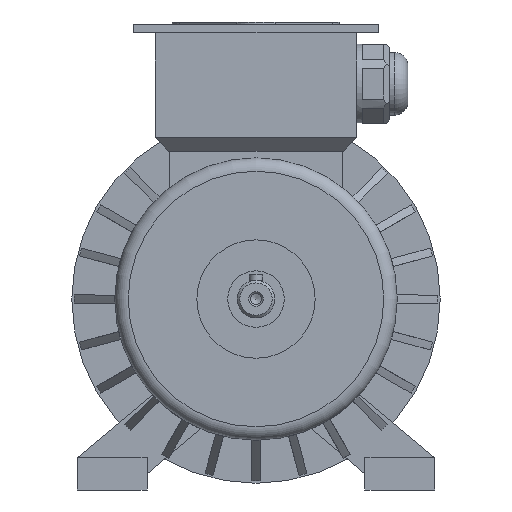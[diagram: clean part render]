
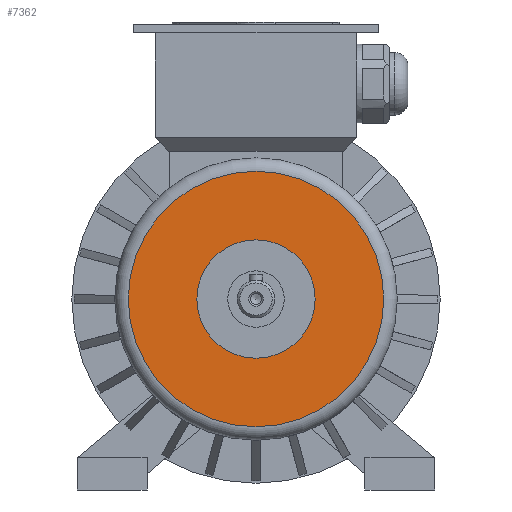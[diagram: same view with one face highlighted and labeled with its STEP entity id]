
A CAD part, front view. The second image highlights one B-rep face of the part: STEP entity #7362.
In plain terms, the highlighted planar face has unit normal (0, -1, 0).
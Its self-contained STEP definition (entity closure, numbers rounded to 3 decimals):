
#318=CIRCLE('',#7820,47.5);
#319=CIRCLE('',#7821,22.);
#1158=ORIENTED_EDGE('',*,*,#2549,.T.);
#1159=ORIENTED_EDGE('',*,*,#2550,.T.);
#2549=EDGE_CURVE('',#3175,#3175,#318,.F.);
#2550=EDGE_CURVE('',#3176,#3176,#319,.T.);
#3175=VERTEX_POINT('',#10918);
#3176=VERTEX_POINT('',#10920);
#4426=EDGE_LOOP('',(#1158));
#4427=EDGE_LOOP('',(#1159));
#4765=FACE_BOUND('',#4426,.T.);
#4766=FACE_BOUND('',#4427,.T.);
#5068=PLANE('',#7819);
#7362=ADVANCED_FACE('',(#4765,#4766),#5068,.F.);
#7819=AXIS2_PLACEMENT_3D('',#10916,#9021,#9022);
#7820=AXIS2_PLACEMENT_3D('',#10917,#9023,#9024);
#7821=AXIS2_PLACEMENT_3D('',#10919,#9025,#9026);
#9021=DIRECTION('',(0.,1.,0.));
#9022=DIRECTION('',(0.,0.,1.));
#9023=DIRECTION('',(0.,1.,0.));
#9024=DIRECTION('',(0.,0.,1.));
#9025=DIRECTION('',(0.,1.,0.));
#9026=DIRECTION('',(1.,0.,0.));
#10916=CARTESIAN_POINT('',(0.,-15.,0.));
#10917=CARTESIAN_POINT('',(0.,-15.,0.));
#10918=CARTESIAN_POINT('',(0.,-15.,47.5));
#10919=CARTESIAN_POINT('',(0.,-15.,0.));
#10920=CARTESIAN_POINT('',(22.,-15.,0.));
